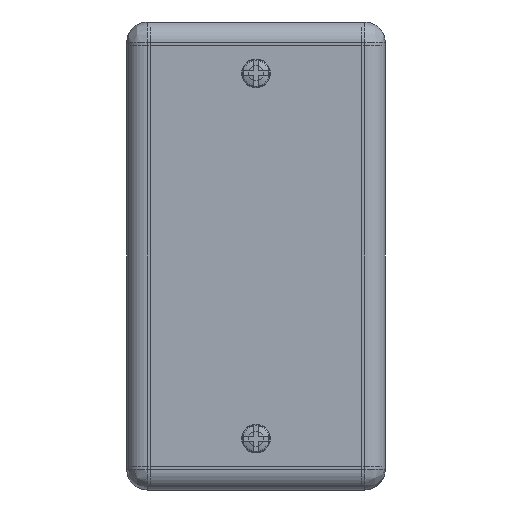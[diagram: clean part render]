
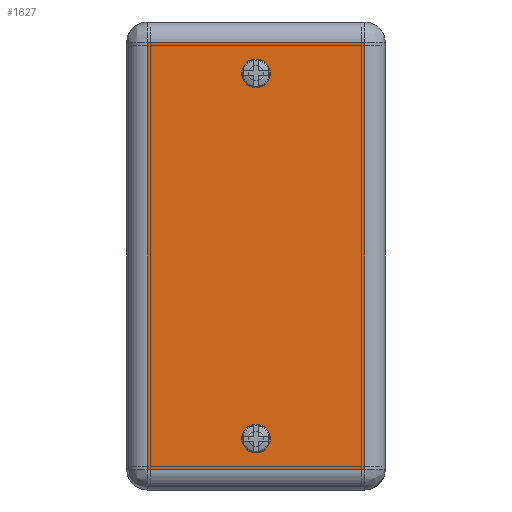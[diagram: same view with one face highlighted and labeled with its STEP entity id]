
A CAD part, left-side view. The second image highlights one B-rep face of the part: STEP entity #1627.
In plain terms, the highlighted planar face has unit normal (-1, 0, 0).
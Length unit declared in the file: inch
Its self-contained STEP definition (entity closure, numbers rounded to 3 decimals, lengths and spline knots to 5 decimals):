
#377 = CARTESIAN_POINT ( 'NONE',  ( -2.735, -0.9725, 1.935 ) ) ;
#391 = VERTEX_POINT ( 'NONE', #377 ) ;
#874 = CIRCLE ( 'NONE', #2014, 0.12436 ) ;
#884 = CARTESIAN_POINT ( 'NONE',  ( -2.735, 0.9725, 1.935 ) ) ;
#937 = LINE ( 'NONE', #9745, #4978 ) ;
#950 = CARTESIAN_POINT ( 'NONE',  ( -2.735, 0.12436, 1.66 ) ) ;
#1010 = DIRECTION ( 'NONE',  ( 0., 0., 1. ) ) ;
#1089 = VERTEX_POINT ( 'NONE', #884 ) ;
#1177 = ORIENTED_EDGE ( 'NONE', *, *, #10862, .T. ) ;
#1246 = DIRECTION ( 'NONE',  ( 1., 0., 0. ) ) ;
#1370 = EDGE_LOOP ( 'NONE', ( #5758, #4617 ) ) ;
#1403 = DIRECTION ( 'NONE',  ( 0., 0., 1. ) ) ;
#1627 = ADVANCED_FACE ( 'NONE', ( #11617, #3927, #4695 ), #2865, .T. ) ;
#1649 = DIRECTION ( 'NONE',  ( 0., 0., 1. ) ) ;
#1820 = VECTOR ( 'NONE', #2622, 39.37008 ) ;
#1834 = DIRECTION ( 'NONE',  ( 0., 0., -1. ) ) ;
#1963 = CIRCLE ( 'NONE', #7242, 0.12436 ) ;
#2007 = CIRCLE ( 'NONE', #2940, 0.12436 ) ;
#2014 = AXIS2_PLACEMENT_3D ( 'NONE', #4255, #5919, #10408 ) ;
#2110 = VERTEX_POINT ( 'NONE', #6747 ) ;
#2197 = CARTESIAN_POINT ( 'NONE',  ( -2.735, 0., -1.61 ) ) ;
#2356 = CARTESIAN_POINT ( 'NONE',  ( -2.735, 0., -1.61 ) ) ;
#2526 = AXIS2_PLACEMENT_3D ( 'NONE', #8437, #3876, #5650 ) ;
#2622 = DIRECTION ( 'NONE',  ( 0., -1., 0. ) ) ;
#2724 = CARTESIAN_POINT ( 'NONE',  ( -2.735, -0.9725, 2.12 ) ) ;
#2805 = EDGE_CURVE ( 'NONE', #8003, #10335, #5949, .T. ) ;
#2865 = PLANE ( 'NONE',  #2526 ) ;
#2919 = AXIS2_PLACEMENT_3D ( 'NONE', #7094, #7980, #1649 ) ;
#2940 = AXIS2_PLACEMENT_3D ( 'NONE', #2356, #4281, #1403 ) ;
#3050 = CARTESIAN_POINT ( 'NONE',  ( -2.735, 0.9725, -1.885 ) ) ;
#3306 = VERTEX_POINT ( 'NONE', #8558 ) ;
#3463 = EDGE_CURVE ( 'NONE', #8940, #2110, #2007, .T. ) ;
#3876 = DIRECTION ( 'NONE',  ( -1., 0., 0. ) ) ;
#3927 = FACE_BOUND ( 'NONE', #1370, .T. ) ;
#3929 = DIRECTION ( 'NONE',  ( 0., 1., 0. ) ) ;
#4255 = CARTESIAN_POINT ( 'NONE',  ( -2.735, 0., 1.66 ) ) ;
#4281 = DIRECTION ( 'NONE',  ( 1., 0., 0. ) ) ;
#4496 = VERTEX_POINT ( 'NONE', #3050 ) ;
#4617 = ORIENTED_EDGE ( 'NONE', *, *, #3463, .T. ) ;
#4695 = FACE_OUTER_BOUND ( 'NONE', #6044, .T. ) ;
#4871 = ORIENTED_EDGE ( 'NONE', *, *, #9719, .T. ) ;
#4978 = VECTOR ( 'NONE', #1834, 39.37008 ) ;
#5125 = EDGE_CURVE ( 'NONE', #4496, #3306, #7119, .T. ) ;
#5344 = EDGE_CURVE ( 'NONE', #10335, #8003, #874, .T. ) ;
#5371 = ORIENTED_EDGE ( 'NONE', *, *, #2805, .T. ) ;
#5429 = EDGE_CURVE ( 'NONE', #3306, #391, #10646, .T. ) ;
#5563 = EDGE_CURVE ( 'NONE', #2110, #8940, #1963, .T. ) ;
#5650 = DIRECTION ( 'NONE',  ( 0., 0., 1. ) ) ;
#5758 = ORIENTED_EDGE ( 'NONE', *, *, #5563, .T. ) ;
#5919 = DIRECTION ( 'NONE',  ( 1., 0., 0. ) ) ;
#5949 = CIRCLE ( 'NONE', #2919, 0.12436 ) ;
#6044 = EDGE_LOOP ( 'NONE', ( #11659, #9481, #4871, #1177 ) ) ;
#6084 = ORIENTED_EDGE ( 'NONE', *, *, #5344, .T. ) ;
#6156 = CARTESIAN_POINT ( 'NONE',  ( -2.735, -0.12436, 1.66 ) ) ;
#6591 = LINE ( 'NONE', #8372, #8563 ) ;
#6747 = CARTESIAN_POINT ( 'NONE',  ( -2.735, -0.12436, -1.61 ) ) ;
#7094 = CARTESIAN_POINT ( 'NONE',  ( -2.735, 0., 1.66 ) ) ;
#7119 = LINE ( 'NONE', #10719, #1820 ) ;
#7242 = AXIS2_PLACEMENT_3D ( 'NONE', #2197, #1246, #1010 ) ;
#7856 = VECTOR ( 'NONE', #9870, 39.37008 ) ;
#7980 = DIRECTION ( 'NONE',  ( 1., 0., 0. ) ) ;
#8003 = VERTEX_POINT ( 'NONE', #950 ) ;
#8372 = CARTESIAN_POINT ( 'NONE',  ( -2.735, 0., 1.935 ) ) ;
#8437 = CARTESIAN_POINT ( 'NONE',  ( -2.735, 0., 2.12 ) ) ;
#8558 = CARTESIAN_POINT ( 'NONE',  ( -2.735, -0.9725, -1.885 ) ) ;
#8563 = VECTOR ( 'NONE', #3929, 39.37008 ) ;
#8914 = EDGE_LOOP ( 'NONE', ( #6084, #5371 ) ) ;
#8940 = VERTEX_POINT ( 'NONE', #9071 ) ;
#9071 = CARTESIAN_POINT ( 'NONE',  ( -2.735, 0.12436, -1.61 ) ) ;
#9481 = ORIENTED_EDGE ( 'NONE', *, *, #5429, .T. ) ;
#9719 = EDGE_CURVE ( 'NONE', #391, #1089, #6591, .T. ) ;
#9745 = CARTESIAN_POINT ( 'NONE',  ( -2.735, 0.9725, 2.12 ) ) ;
#9870 = DIRECTION ( 'NONE',  ( 0., 0., 1. ) ) ;
#10335 = VERTEX_POINT ( 'NONE', #6156 ) ;
#10408 = DIRECTION ( 'NONE',  ( 0., 0., 1. ) ) ;
#10646 = LINE ( 'NONE', #2724, #7856 ) ;
#10719 = CARTESIAN_POINT ( 'NONE',  ( -2.735, 0., -1.885 ) ) ;
#10862 = EDGE_CURVE ( 'NONE', #1089, #4496, #937, .T. ) ;
#11617 = FACE_BOUND ( 'NONE', #8914, .T. ) ;
#11659 = ORIENTED_EDGE ( 'NONE', *, *, #5125, .T. ) ;
